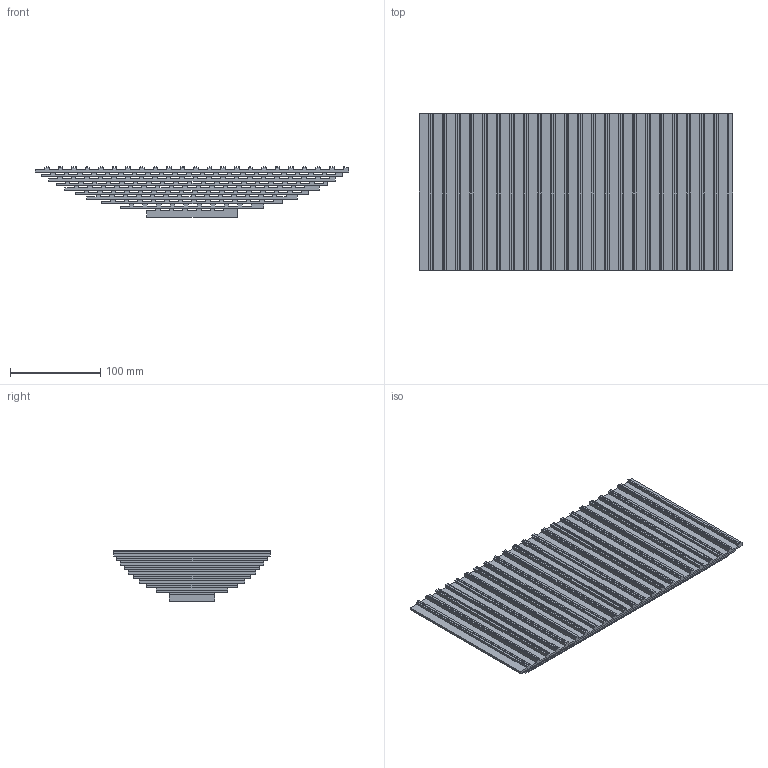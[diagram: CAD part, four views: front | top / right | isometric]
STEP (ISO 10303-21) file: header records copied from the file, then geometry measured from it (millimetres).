
FILE_DESCRIPTION(('Open CASCADE Model'),'2;1');
FILE_NAME('Open CASCADE Shape Model','2024-05-30T16:48:52',('Author'),( 'Open CASCADE'),'Open CASCADE STEP processor 7.7','Open CASCADE 7.7' ,'Unknown');
FILE_SCHEMA(('AUTOMOTIVE_DESIGN { 1 0 10303 214 1 1 1 1 }'));
Length unit declared in the file: millimetre
Products named in the file (1): Open CASCADE STEP translator 7.7 10
Bounding box: 345.94 x 172.97 x 56 mm (x, y, z)
Volume: 1202343.7 mm3; surface area: 647265.3 mm2
Topology: 1 solids, 1 shells, 648 faces, 2310 edges, 1540 vertices
Faces by surface type: plane 648
Entity records: 54496 total; most frequent: CARTESIAN_POINT 9389, DIRECTION 7958, LINE 6660, VECTOR 6660, ORIENTED_EDGE 4620, PCURVE 4620, DEFINITIONAL_REPRESENTATION 4620, EDGE_CURVE 2310
